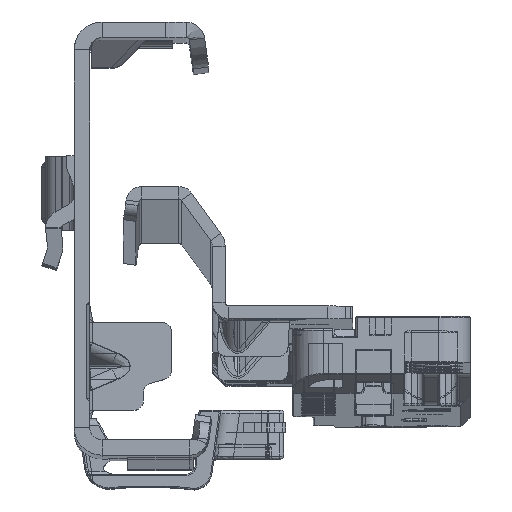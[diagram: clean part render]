
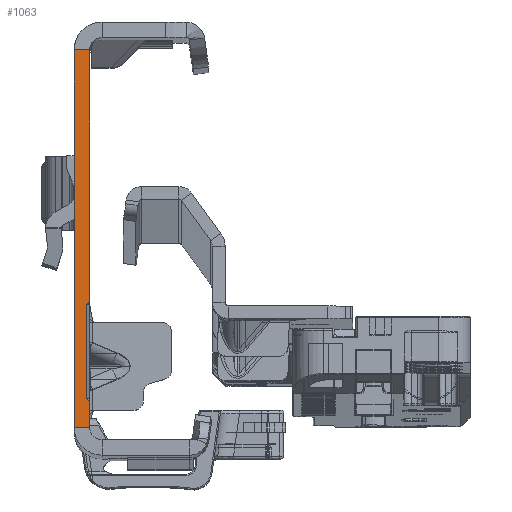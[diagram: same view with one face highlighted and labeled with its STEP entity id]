
A CAD part, top view. The second image highlights one B-rep face of the part: STEP entity #1063.
In plain terms, the highlighted planar face has unit normal (0, 0, 1).
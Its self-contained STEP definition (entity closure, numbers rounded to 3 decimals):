
#1063 = ADVANCED_FACE ( 'NONE', ( #72568 ), #121333, .T. ) ;
#5847 = VERTEX_POINT ( 'NONE', #25396 ) ;
#6439 = DIRECTION ( 'NONE',  ( 0.719, 0.695, 0. ) ) ;
#14856 = EDGE_CURVE ( 'NONE', #106471, #20162, #95571, .T. ) ;
#15720 = CARTESIAN_POINT ( 'NONE',  ( 0., -32., 0. ) ) ;
#20162 = VERTEX_POINT ( 'NONE', #114987 ) ;
#23067 = VERTEX_POINT ( 'NONE', #85963 ) ;
#23393 = CARTESIAN_POINT ( 'NONE',  ( -2.45, 30., 0. ) ) ;
#24909 = DIRECTION ( 'NONE',  ( 0., -1., 0. ) ) ;
#25268 = VECTOR ( 'NONE', #106091, 1000. ) ;
#25396 = CARTESIAN_POINT ( 'NONE',  ( -0.536, -25.45, 0. ) ) ;
#26656 = LINE ( 'NONE', #27943, #36819 ) ;
#26737 = CARTESIAN_POINT ( 'NONE',  ( 0., 30., 0. ) ) ;
#27943 = CARTESIAN_POINT ( 'NONE',  ( -0.536, -9.85, 0. ) ) ;
#30620 = VECTOR ( 'NONE', #57608, 1000. ) ;
#32374 = DIRECTION ( 'NONE',  ( -0.719, 0.695, 0. ) ) ;
#33157 = EDGE_LOOP ( 'NONE', ( #60486, #109880, #96126, #99904, #83229, #35473, #79591, #60681 ) ) ;
#35473 = ORIENTED_EDGE ( 'NONE', *, *, #127115, .F. ) ;
#36819 = VECTOR ( 'NONE', #75479, 1000. ) ;
#42106 = LINE ( 'NONE', #107370, #57440 ) ;
#43899 = DIRECTION ( 'NONE',  ( 0., 0., 1. ) ) ;
#47201 = AXIS2_PLACEMENT_3D ( 'NONE', #120692, #43899, #112219 ) ;
#49135 = VERTEX_POINT ( 'NONE', #56422 ) ;
#50578 = VECTOR ( 'NONE', #123247, 1000. ) ;
#50616 = CARTESIAN_POINT ( 'NONE',  ( 0., -25.968, 0. ) ) ;
#50643 = VERTEX_POINT ( 'NONE', #79670 ) ;
#53492 = VERTEX_POINT ( 'NONE', #50616 ) ;
#56016 = EDGE_CURVE ( 'NONE', #106471, #5847, #26656, .T. ) ;
#56422 = CARTESIAN_POINT ( 'NONE',  ( 0., 30., 0. ) ) ;
#57219 = VECTOR ( 'NONE', #24909, 1000. ) ;
#57440 = VECTOR ( 'NONE', #32374, 1000. ) ;
#57608 = DIRECTION ( 'NONE',  ( -1., 0., 0. ) ) ;
#58726 = EDGE_CURVE ( 'NONE', #53492, #5847, #42106, .T. ) ;
#60486 = ORIENTED_EDGE ( 'NONE', *, *, #56016, .F. ) ;
#60681 = ORIENTED_EDGE ( 'NONE', *, *, #58726, .T. ) ;
#70939 = EDGE_CURVE ( 'NONE', #49135, #85329, #105448, .T. ) ;
#72568 = FACE_OUTER_BOUND ( 'NONE', #33157, .T. ) ;
#73874 = LINE ( 'NONE', #82992, #50578 ) ;
#74367 = LINE ( 'NONE', #115300, #57219 ) ;
#75479 = DIRECTION ( 'NONE',  ( 0., -1., 0. ) ) ;
#79591 = ORIENTED_EDGE ( 'NONE', *, *, #103618, .F. ) ;
#79670 = CARTESIAN_POINT ( 'NONE',  ( 0., -30., 0. ) ) ;
#82992 = CARTESIAN_POINT ( 'NONE',  ( 0., -32., 0. ) ) ;
#83229 = ORIENTED_EDGE ( 'NONE', *, *, #92306, .T. ) ;
#85329 = VERTEX_POINT ( 'NONE', #23393 ) ;
#85331 = LINE ( 'NONE', #15720, #101590 ) ;
#85963 = CARTESIAN_POINT ( 'NONE',  ( -2.45, -30., 0. ) ) ;
#91224 = CARTESIAN_POINT ( 'NONE',  ( -0.536, -10.45, 0. ) ) ;
#92306 = EDGE_CURVE ( 'NONE', #85329, #23067, #74367, .T. ) ;
#94456 = DIRECTION ( 'NONE',  ( 0., -1., 0. ) ) ;
#95571 = LINE ( 'NONE', #105942, #116809 ) ;
#95784 = EDGE_CURVE ( 'NONE', #49135, #20162, #85331, .T. ) ;
#96126 = ORIENTED_EDGE ( 'NONE', *, *, #95784, .F. ) ;
#99904 = ORIENTED_EDGE ( 'NONE', *, *, #70939, .T. ) ;
#101590 = VECTOR ( 'NONE', #94456, 1000. ) ;
#103618 = EDGE_CURVE ( 'NONE', #53492, #50643, #73874, .T. ) ;
#105448 = LINE ( 'NONE', #26737, #25268 ) ;
#105942 = CARTESIAN_POINT ( 'NONE',  ( -0.259, -10.182, 0. ) ) ;
#106091 = DIRECTION ( 'NONE',  ( -1., 0., 0. ) ) ;
#106471 = VERTEX_POINT ( 'NONE', #91224 ) ;
#107370 = CARTESIAN_POINT ( 'NONE',  ( 0.082, -26.047, 0. ) ) ;
#109880 = ORIENTED_EDGE ( 'NONE', *, *, #14856, .T. ) ;
#112219 = DIRECTION ( 'NONE',  ( 1., 0., 0. ) ) ;
#114987 = CARTESIAN_POINT ( 'NONE',  ( 0., -9.932, 0. ) ) ;
#115300 = CARTESIAN_POINT ( 'NONE',  ( -2.45, -32., 0. ) ) ;
#116809 = VECTOR ( 'NONE', #6439, 1000. ) ;
#118076 = LINE ( 'NONE', #127784, #30620 ) ;
#120692 = CARTESIAN_POINT ( 'NONE',  ( -2.45, -32., 0. ) ) ;
#121333 = PLANE ( 'NONE',  #47201 ) ;
#123247 = DIRECTION ( 'NONE',  ( 0., -1., 0. ) ) ;
#127115 = EDGE_CURVE ( 'NONE', #50643, #23067, #118076, .T. ) ;
#127784 = CARTESIAN_POINT ( 'NONE',  ( 0., -30., 0. ) ) ;
